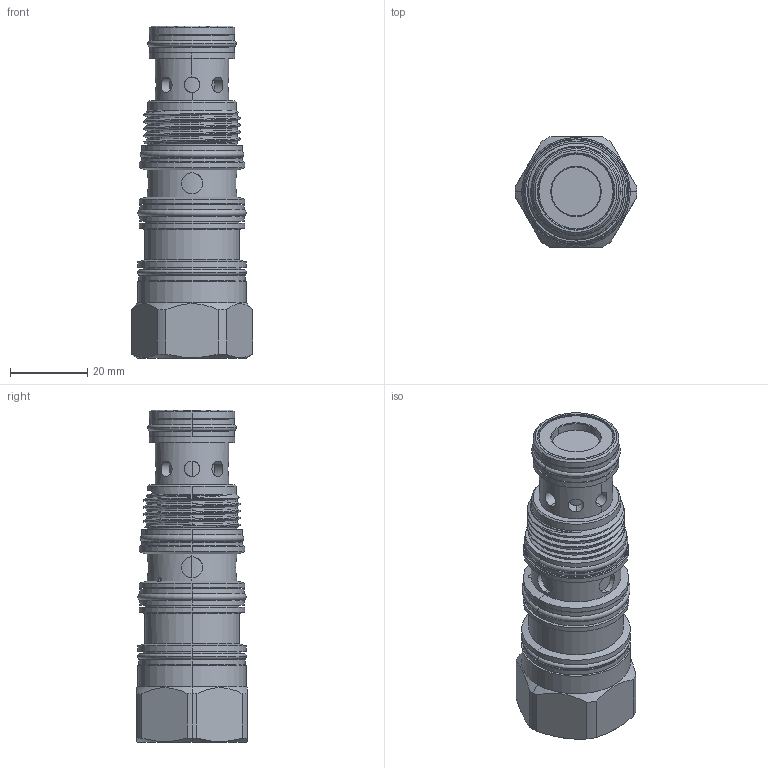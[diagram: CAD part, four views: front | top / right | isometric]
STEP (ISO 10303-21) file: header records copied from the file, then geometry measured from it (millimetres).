
FILE_DESCRIPTION (( 'STEP AP203' ), '1' );
FILE_NAME ('PW22A40-8.STEP', '2020-06-10T07:47:30', ( '' ), ( '' ), 'SwSTEP 2.0', 'SolidWorks 2018', '' );
FILE_SCHEMA (( 'CONFIG_CONTROL_DESIGN' ));
Length unit declared in the file: millimetre
Products named in the file (1): PW22A40-8
Bounding box: 31.6 x 28.57 x 86.05 mm (x, y, z)
Volume: 41371.4 mm3; surface area: 13630.5 mm2
Topology: 6 solids, 6 shells, 241 faces, 525 edges, 321 vertices
Faces by surface type: cylinder 146, plane 37, cone 36, torus 20, bspline 2
Entity records: 8756 total; most frequent: CARTESIAN_POINT 3481, DIRECTION 1120, ORIENTED_EDGE 1050, EDGE_CURVE 525, AXIS2_PLACEMENT_3D 472, VERTEX_POINT 321, EDGE_LOOP 276, ADVANCED_FACE 241
